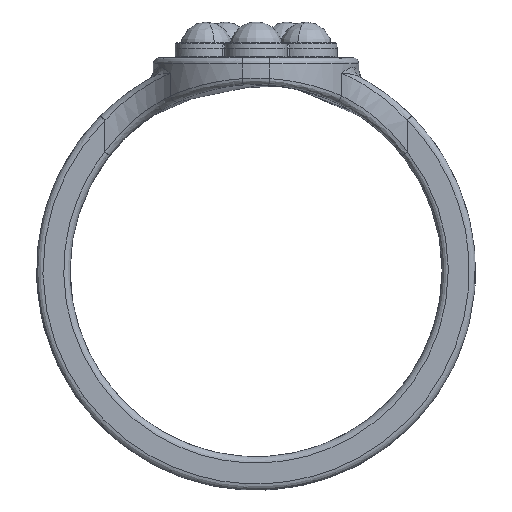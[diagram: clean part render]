
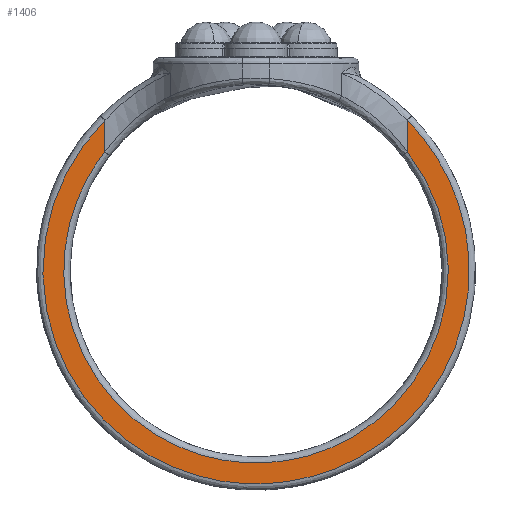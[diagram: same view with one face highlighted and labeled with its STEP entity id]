
A CAD part, top view. The second image highlights one B-rep face of the part: STEP entity #1406.
In plain terms, the highlighted free-form (B-spline) face has degree [1, 1] with [2, 2] control points.
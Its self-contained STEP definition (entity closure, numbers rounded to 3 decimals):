
#1352 = EDGE_CURVE('',#1353,#1355,#1357,.T.);
#1353 = VERTEX_POINT('',#1354);
#1354 = CARTESIAN_POINT('',(-9.812,9.762,
    1.357));
#1355 = VERTEX_POINT('',#1356);
#1356 = CARTESIAN_POINT('',(-9.812,7.718,
    1.357));
#1357 = B_SPLINE_CURVE_WITH_KNOTS('',1,(#1358,#1359),.UNSPECIFIED.,.F.,
  .F.,(2,2),(0.,1.506),.PIECEWISE_BEZIER_KNOTS.);
#1358 = CARTESIAN_POINT('',(-9.812,9.762,
    1.357));
#1359 = CARTESIAN_POINT('',(-9.812,7.718,
    1.357));
#1406 = ADVANCED_FACE('',(#1407),#1435,.T.);
#1407 = FACE_BOUND('',#1408,.F.);
#1408 = EDGE_LOOP('',(#1409,#1410,#1420,#1427));
#1409 = ORIENTED_EDGE('',*,*,#1352,.T.);
#1410 = ORIENTED_EDGE('',*,*,#1411,.F.);
#1411 = EDGE_CURVE('',#1412,#1355,#1414,.T.);
#1412 = VERTEX_POINT('',#1413);
#1413 = CARTESIAN_POINT('',(9.812,7.718,1.357
    ));
#1414 = ( BOUNDED_CURVE() B_SPLINE_CURVE(2,(#1415,#1416,#1417,#1418,
#1419),.UNSPECIFIED.,.F.,.F.) B_SPLINE_CURVE_WITH_KNOTS((3,2,3),(0.,
2.237,4.475),.PIECEWISE_BEZIER_KNOTS.) CURVE() 
GEOMETRIC_REPRESENTATION_ITEM() RATIONAL_B_SPLINE_CURVE((1.,
0.437,1.,0.437,1.)) REPRESENTATION_ITEM('') );
#1415 = CARTESIAN_POINT('',(9.812,7.718,1.357
    ));
#1416 = CARTESIAN_POINT('',(25.704,-12.484,
    1.357));
#1417 = CARTESIAN_POINT('',(0.,-12.484,
    1.357));
#1418 = CARTESIAN_POINT('',(-25.704,-12.484,
    1.357));
#1419 = CARTESIAN_POINT('',(-9.812,7.718,
    1.357));
#1420 = ORIENTED_EDGE('',*,*,#1421,.T.);
#1421 = EDGE_CURVE('',#1412,#1422,#1424,.T.);
#1422 = VERTEX_POINT('',#1423);
#1423 = CARTESIAN_POINT('',(9.812,9.762,1.357
    ));
#1424 = B_SPLINE_CURVE_WITH_KNOTS('',1,(#1425,#1426),.UNSPECIFIED.,.F.,
  .F.,(2,2),(0.,1.506),.PIECEWISE_BEZIER_KNOTS.);
#1425 = CARTESIAN_POINT('',(9.812,7.718,1.357
    ));
#1426 = CARTESIAN_POINT('',(9.812,9.762,1.357
    ));
#1427 = ORIENTED_EDGE('',*,*,#1428,.F.);
#1428 = EDGE_CURVE('',#1353,#1422,#1429,.T.);
#1429 = ( BOUNDED_CURVE() B_SPLINE_CURVE(2,(#1430,#1431,#1432,#1433,
#1434),.UNSPECIFIED.,.F.,.F.) B_SPLINE_CURVE_WITH_KNOTS((3,2,3),(0.,
2.354,4.707),.PIECEWISE_BEZIER_KNOTS.) CURVE() 
GEOMETRIC_REPRESENTATION_ITEM() RATIONAL_B_SPLINE_CURVE((1.,
0.384,1.,0.384,1.)) REPRESENTATION_ITEM('') );
#1430 = CARTESIAN_POINT('',(-9.812,9.762,
    1.357));
#1431 = CARTESIAN_POINT('',(-33.294,-13.84,
    1.357));
#1432 = CARTESIAN_POINT('',(0.,-13.84,
    1.357));
#1433 = CARTESIAN_POINT('',(33.294,-13.84,
    1.357));
#1434 = CARTESIAN_POINT('',(9.812,9.762,1.357
    ));
#1435 = B_SPLINE_SURFACE_WITH_KNOTS('',1,1,(
    (#1436,#1437)
    ,(#1438,#1439
    )),.UNSPECIFIED.,.F.,.F.,.F.,(2,2),(2,2),(-10.2,10.2),(-10.2,
    7.194),.PIECEWISE_BEZIER_KNOTS.);
#1436 = CARTESIAN_POINT('',(-13.84,-13.84,
    1.357));
#1437 = CARTESIAN_POINT('',(-13.84,9.762,
    1.357));
#1438 = CARTESIAN_POINT('',(13.84,-13.84,
    1.357));
#1439 = CARTESIAN_POINT('',(13.84,9.762,
    1.357));
